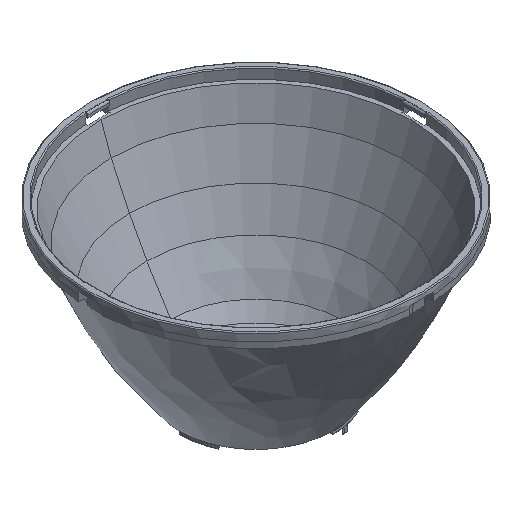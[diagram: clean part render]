
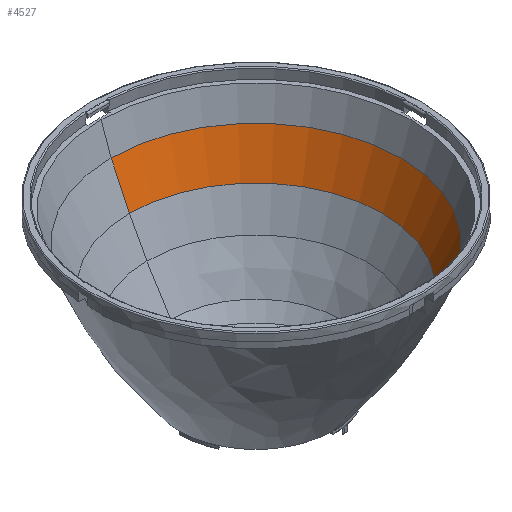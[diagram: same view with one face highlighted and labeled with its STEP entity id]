
A CAD part, isometric view. The second image highlights one B-rep face of the part: STEP entity #4527.
In plain terms, the highlighted conical face has half-angle 25.393 degrees and reference radius 26.309 mm.
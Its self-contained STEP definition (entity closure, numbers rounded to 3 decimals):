
#4 = AXIS2_PLACEMENT_3D ( 'NONE', #2789, #1879, #1333 ) ;
#129 = DIRECTION ( 'NONE',  ( 0., 0., -1. ) ) ;
#454 = FACE_OUTER_BOUND ( 'NONE', #2535, .T. ) ;
#600 = CARTESIAN_POINT ( 'NONE',  ( 0., 0., 18.14 ) ) ;
#695 = AXIS2_PLACEMENT_3D ( 'NONE', #3705, #3243, #2781 ) ;
#1028 = EDGE_CURVE ( 'NONE', #2589, #4323, #4449, .T. ) ;
#1122 = ORIENTED_EDGE ( 'NONE', *, *, #3525, .T. ) ;
#1159 = ORIENTED_EDGE ( 'NONE', *, *, #1028, .F. ) ;
#1325 = AXIS2_PLACEMENT_3D ( 'NONE', #600, #129, #4188 ) ;
#1333 = DIRECTION ( 'NONE',  ( 0., 1., 0. ) ) ;
#1506 = VECTOR ( 'NONE', #2522, 1000. ) ;
#1879 = DIRECTION ( 'NONE',  ( 0., 0., -1. ) ) ;
#2146 = ORIENTED_EDGE ( 'NONE', *, *, #2619, .F. ) ;
#2414 = LINE ( 'NONE', #3219, #3115 ) ;
#2522 = DIRECTION ( 'NONE',  ( 0., 0.429, 0.903 ) ) ;
#2535 = EDGE_LOOP ( 'NONE', ( #2146, #1122, #2583, #1159 ) ) ;
#2583 = ORIENTED_EDGE ( 'NONE', *, *, #4410, .T. ) ;
#2589 = VERTEX_POINT ( 'NONE', #3200 ) ;
#2619 = EDGE_CURVE ( 'NONE', #2693, #2589, #4369, .T. ) ;
#2693 = VERTEX_POINT ( 'NONE', #2899 ) ;
#2759 = DIRECTION ( 'NONE',  ( 0., -0.429, 0.903 ) ) ;
#2781 = DIRECTION ( 'NONE',  ( 0., -1., 0. ) ) ;
#2789 = CARTESIAN_POINT ( 'NONE',  ( 0., 0., 26.191 ) ) ;
#2810 = VERTEX_POINT ( 'NONE', #2928 ) ;
#2899 = CARTESIAN_POINT ( 'NONE',  ( 0., 26.309, 18.14 ) ) ;
#2928 = CARTESIAN_POINT ( 'NONE',  ( 0., -26.309, 18.14 ) ) ;
#2985 = CARTESIAN_POINT ( 'NONE',  ( 0., 26.309, 18.14 ) ) ;
#3113 = CIRCLE ( 'NONE', #1325, 26.309 ) ;
#3115 = VECTOR ( 'NONE', #2759, 1000. ) ;
#3200 = CARTESIAN_POINT ( 'NONE',  ( 0., 30.131, 26.191 ) ) ;
#3219 = CARTESIAN_POINT ( 'NONE',  ( 0., -26.309, 18.14 ) ) ;
#3243 = DIRECTION ( 'NONE',  ( 0., 0., 1. ) ) ;
#3398 = CARTESIAN_POINT ( 'NONE',  ( 0., -30.131, 26.191 ) ) ;
#3525 = EDGE_CURVE ( 'NONE', #2693, #2810, #3113, .T. ) ;
#3705 = CARTESIAN_POINT ( 'NONE',  ( 0., 0., 18.14 ) ) ;
#4188 = DIRECTION ( 'NONE',  ( 0., 1., 0. ) ) ;
#4311 = CONICAL_SURFACE ( 'NONE', #695, 26.309, 0.443 ) ;
#4323 = VERTEX_POINT ( 'NONE', #3398 ) ;
#4369 = LINE ( 'NONE', #2985, #1506 ) ;
#4410 = EDGE_CURVE ( 'NONE', #2810, #4323, #2414, .T. ) ;
#4449 = CIRCLE ( 'NONE', #4, 30.131 ) ;
#4527 = ADVANCED_FACE ( 'NONE', ( #454 ), #4311, .F. ) ;
